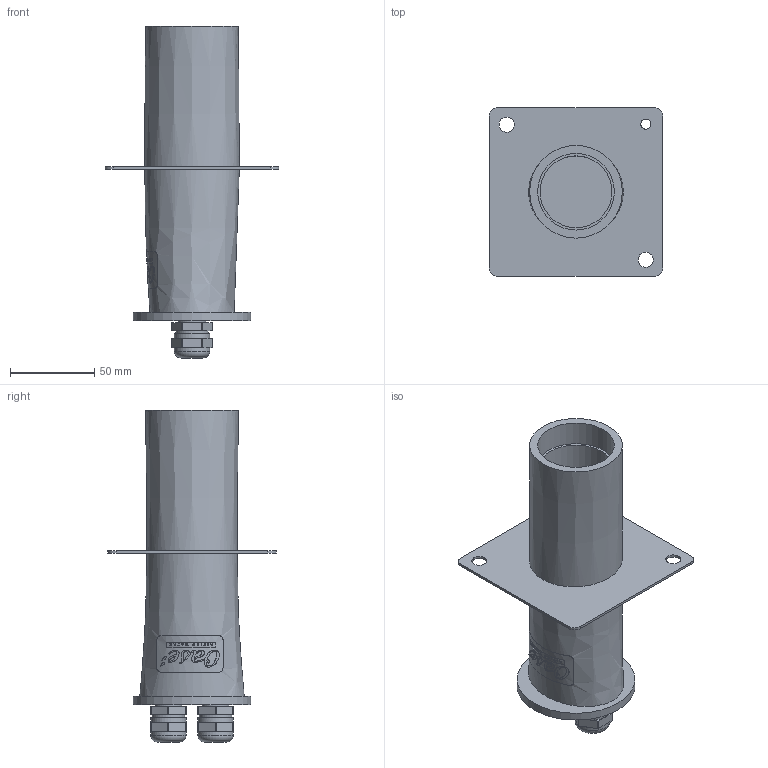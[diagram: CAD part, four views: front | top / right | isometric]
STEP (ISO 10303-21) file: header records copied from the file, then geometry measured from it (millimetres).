
FILE_DESCRIPTION(/* description */ (''),/* implementation_level */ '2;1');
FILE_NAME(/* name */ '51740 Kabeldurchführung 2_15.stp',/* time_stamp */ '2017-09-15T08:34:50+02:00',/* author */ ('guzb562'),/* organization */ (''),/* preprocessor_version */ 'ST-DEVELOPER v16.1',/* originating_system */ 'Autodesk Inventor 2016',/* authorisation */ '');
FILE_SCHEMA (('AUTOMOTIVE_DESIGN { 1 0 10303 214 3 1 1 }'));
Length unit declared in the file: millimetre
Products named in the file (1): 51740 Kabeldurchführung 2_15
Bounding box: 102.81 x 100 x 197 mm (x, y, z)
Volume: 353662.9 mm3; surface area: 67069.3 mm2
Topology: 1 solids, 1 shells, 316 faces, 811 edges, 535 vertices
Faces by surface type: plane 163, bspline 102, cylinder 49, torus 2
Full cylindrical faces by diameter (mm): 6 x1, 9 x4, 16.312 x2, 19.281 x2, 20.988 x2, 21 x2, 42.636 x1, 45.45 x1, 70 x1
Entity records: 13494 total; most frequent: CARTESIAN_POINT 6794, ORIENTED_EDGE 1580, DIRECTION 958, EDGE_CURVE 790, VERTEX_POINT 532, EDGE_LOOP 378, B_SPLINE_CURVE_WITH_KNOTS 371, AXIS2_PLACEMENT_3D 324
